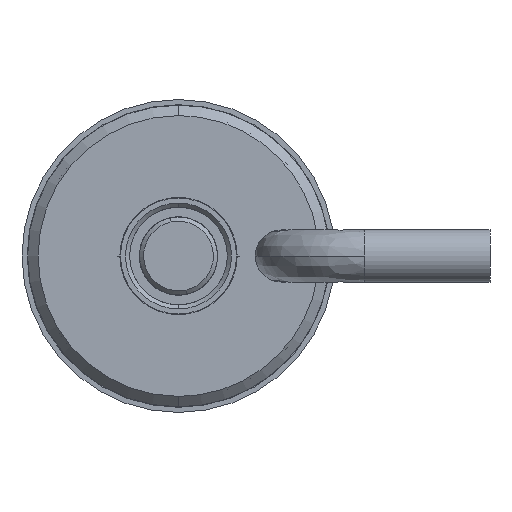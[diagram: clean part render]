
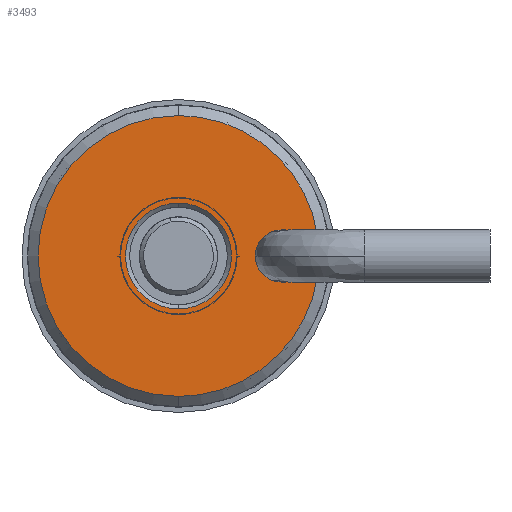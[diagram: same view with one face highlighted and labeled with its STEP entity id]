
A CAD part, left-side view. The second image highlights one B-rep face of the part: STEP entity #3493.
In plain terms, the highlighted planar face has unit normal (-1, 0, 0).
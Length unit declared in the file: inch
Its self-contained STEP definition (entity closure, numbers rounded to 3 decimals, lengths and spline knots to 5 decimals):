
#15 = EDGE_CURVE ( 'NONE', #1359, #2291, #1602, .T. ) ;
#35 = VECTOR ( 'NONE', #2041, 39.37008 ) ;
#64 = CARTESIAN_POINT ( 'NONE',  ( 0., 0., -0.3365 ) ) ;
#65 = CARTESIAN_POINT ( 'NONE',  ( 0., 0., -0.127 ) ) ;
#75 = ORIENTED_EDGE ( 'NONE', *, *, #3258, .F. ) ;
#82 = DIRECTION ( 'NONE',  ( 0., 0., 1. ) ) ;
#180 = CARTESIAN_POINT ( 'NONE',  ( 0., 0., 0.127 ) ) ;
#293 = AXIS2_PLACEMENT_3D ( 'NONE', #919, #2611, #2951 ) ;
#352 = AXIS2_PLACEMENT_3D ( 'NONE', #3457, #2014, #82 ) ;
#364 = VECTOR ( 'NONE', #3008, 39.37008 ) ;
#450 = CARTESIAN_POINT ( 'NONE',  ( 0., 0.33238, -0.0525 ) ) ;
#466 = AXIS2_PLACEMENT_3D ( 'NONE', #1640, #1087, #2194 ) ;
#498 = DIRECTION ( 'NONE',  ( 0., 0., 1. ) ) ;
#504 = PLANE ( 'NONE',  #466 ) ;
#513 = DIRECTION ( 'NONE',  ( 1., 0., 0. ) ) ;
#518 = VERTEX_POINT ( 'NONE', #2012 ) ;
#529 = DIRECTION ( 'NONE',  ( 0., 0., -1. ) ) ;
#607 = AXIS2_PLACEMENT_3D ( 'NONE', #1098, #2524, #498 ) ;
#623 = AXIS2_PLACEMENT_3D ( 'NONE', #1130, #2758, #529 ) ;
#732 = CIRCLE ( 'NONE', #607, 0.127 ) ;
#772 = EDGE_LOOP ( 'NONE', ( #2216, #1656 ) ) ;
#851 = CARTESIAN_POINT ( 'NONE',  ( 0., 0.2365, -0.0525 ) ) ;
#899 = VERTEX_POINT ( 'NONE', #64 ) ;
#919 = CARTESIAN_POINT ( 'NONE',  ( 0., 0.2365, 0. ) ) ;
#932 = VERTEX_POINT ( 'NONE', #180 ) ;
#1087 = DIRECTION ( 'NONE',  ( 1., 0., 0. ) ) ;
#1098 = CARTESIAN_POINT ( 'NONE',  ( 0., 0., 0. ) ) ;
#1108 = VERTEX_POINT ( 'NONE', #2319 ) ;
#1130 = CARTESIAN_POINT ( 'NONE',  ( 0., 0., 0. ) ) ;
#1265 = CARTESIAN_POINT ( 'NONE',  ( 0., 0., 0. ) ) ;
#1271 = CARTESIAN_POINT ( 'NONE',  ( 0., 0., 0.3365 ) ) ;
#1359 = VERTEX_POINT ( 'NONE', #2397 ) ;
#1415 = EDGE_CURVE ( 'NONE', #932, #1749, #732, .T. ) ;
#1540 = CIRCLE ( 'NONE', #293, 0.0525 ) ;
#1602 = LINE ( 'NONE', #851, #35 ) ;
#1640 = CARTESIAN_POINT ( 'NONE',  ( 0., 0., 0. ) ) ;
#1652 = DIRECTION ( 'NONE',  ( 0., 0., -1. ) ) ;
#1656 = ORIENTED_EDGE ( 'NONE', *, *, #2198, .F. ) ;
#1749 = VERTEX_POINT ( 'NONE', #65 ) ;
#1775 = CIRCLE ( 'NONE', #352, 0.127 ) ;
#2012 = CARTESIAN_POINT ( 'NONE',  ( 0., 0.33238, 0.0525 ) ) ;
#2014 = DIRECTION ( 'NONE',  ( -1., 0., 0. ) ) ;
#2031 = CIRCLE ( 'NONE', #2388, 0.3365 ) ;
#2041 = DIRECTION ( 'NONE',  ( 0., 1., 0. ) ) ;
#2053 = EDGE_CURVE ( 'NONE', #518, #2247, #2274, .T. ) ;
#2126 = AXIS2_PLACEMENT_3D ( 'NONE', #3046, #513, #1652 ) ;
#2137 = FACE_BOUND ( 'NONE', #772, .T. ) ;
#2160 = LINE ( 'NONE', #2219, #364 ) ;
#2194 = DIRECTION ( 'NONE',  ( 0., 0., -1. ) ) ;
#2198 = EDGE_CURVE ( 'NONE', #1749, #932, #1775, .T. ) ;
#2216 = ORIENTED_EDGE ( 'NONE', *, *, #1415, .F. ) ;
#2219 = CARTESIAN_POINT ( 'NONE',  ( 0., 0.2365, 0.0525 ) ) ;
#2247 = VERTEX_POINT ( 'NONE', #1271 ) ;
#2274 = CIRCLE ( 'NONE', #623, 0.3365 ) ;
#2291 = VERTEX_POINT ( 'NONE', #450 ) ;
#2319 = CARTESIAN_POINT ( 'NONE',  ( 0., 0.2365, 0.0525 ) ) ;
#2388 = AXIS2_PLACEMENT_3D ( 'NONE', #1265, #3529, #3269 ) ;
#2397 = CARTESIAN_POINT ( 'NONE',  ( 0., 0.2365, -0.0525 ) ) ;
#2524 = DIRECTION ( 'NONE',  ( -1., 0., 0. ) ) ;
#2559 = CIRCLE ( 'NONE', #2126, 0.3365 ) ;
#2589 = ORIENTED_EDGE ( 'NONE', *, *, #2053, .F. ) ;
#2607 = EDGE_CURVE ( 'NONE', #2247, #899, #2031, .T. ) ;
#2611 = DIRECTION ( 'NONE',  ( 1., 0., 0. ) ) ;
#2758 = DIRECTION ( 'NONE',  ( 1., 0., 0. ) ) ;
#2801 = ORIENTED_EDGE ( 'NONE', *, *, #2817, .T. ) ;
#2817 = EDGE_CURVE ( 'NONE', #518, #1108, #2160, .T. ) ;
#2951 = DIRECTION ( 'NONE',  ( 0., 0., -1. ) ) ;
#2962 = ORIENTED_EDGE ( 'NONE', *, *, #15, .T. ) ;
#3001 = FACE_OUTER_BOUND ( 'NONE', #3393, .T. ) ;
#3008 = DIRECTION ( 'NONE',  ( 0., -1., 0. ) ) ;
#3046 = CARTESIAN_POINT ( 'NONE',  ( 0., 0., 0. ) ) ;
#3085 = EDGE_CURVE ( 'NONE', #1108, #1359, #1540, .T. ) ;
#3190 = ORIENTED_EDGE ( 'NONE', *, *, #3085, .T. ) ;
#3258 = EDGE_CURVE ( 'NONE', #899, #2291, #2559, .T. ) ;
#3269 = DIRECTION ( 'NONE',  ( 0., 0., -1. ) ) ;
#3393 = EDGE_LOOP ( 'NONE', ( #2589, #2801, #3190, #2962, #75, #3603 ) ) ;
#3457 = CARTESIAN_POINT ( 'NONE',  ( 0., 0., 0. ) ) ;
#3493 = ADVANCED_FACE ( 'NONE', ( #3001, #2137 ), #504, .F. ) ;
#3529 = DIRECTION ( 'NONE',  ( 1., 0., 0. ) ) ;
#3603 = ORIENTED_EDGE ( 'NONE', *, *, #2607, .F. ) ;
